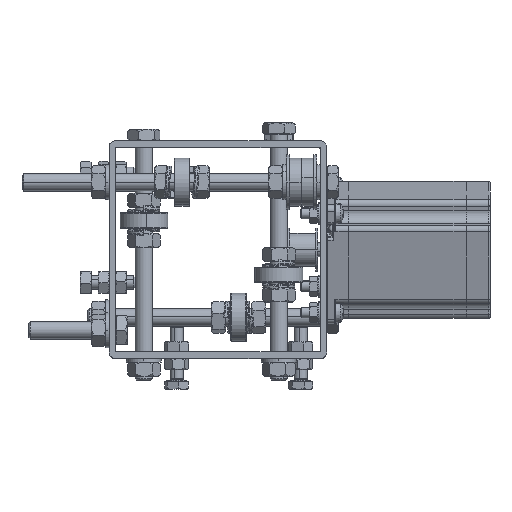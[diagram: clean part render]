
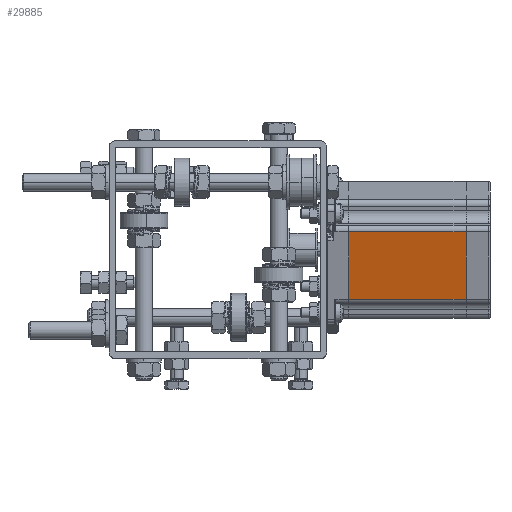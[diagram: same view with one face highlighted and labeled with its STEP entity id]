
A CAD part, top view. The second image highlights one B-rep face of the part: STEP entity #29885.
In plain terms, the highlighted face is planar.
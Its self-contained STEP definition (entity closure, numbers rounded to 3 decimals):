
#1855 = CARTESIAN_POINT ( 'NONE',  ( -28.2, -16.05, 64. ) ) ;
#2636 = CARTESIAN_POINT ( 'NONE',  ( -28.2, -16.05, 10. ) ) ;
#4258 = ORIENTED_EDGE ( 'NONE', *, *, #17676, .T. ) ;
#5865 = EDGE_LOOP ( 'NONE', ( #21845, #26186, #10987, #4258 ) ) ;
#7318 = CARTESIAN_POINT ( 'NONE',  ( -28.2, 16.05, 64. ) ) ;
#7444 = DIRECTION ( 'NONE',  ( 0., -1., 0. ) ) ;
#8727 = CARTESIAN_POINT ( 'NONE',  ( -28.2, 16.05, 64. ) ) ;
#8824 = FACE_OUTER_BOUND ( 'NONE', #5865, .T. ) ;
#10987 = ORIENTED_EDGE ( 'NONE', *, *, #37926, .F. ) ;
#11503 = LINE ( 'NONE', #33479, #24217 ) ;
#15000 = EDGE_CURVE ( 'NONE', #35960, #23097, #11503, .T. ) ;
#15467 = LINE ( 'NONE', #16434, #27642 ) ;
#16434 = CARTESIAN_POINT ( 'NONE',  ( -28.2, 16.05, 10. ) ) ;
#17676 = EDGE_CURVE ( 'NONE', #32297, #33658, #34786, .T. ) ;
#19060 = CARTESIAN_POINT ( 'NONE',  ( -28.2, 16.05, 10. ) ) ;
#19196 = PLANE ( 'NONE',  #34152 ) ;
#19263 = VECTOR ( 'NONE', #38443, 1000. ) ;
#20765 = DIRECTION ( 'NONE',  ( 0., -1., 0. ) ) ;
#21709 = DIRECTION ( 'NONE',  ( 0., 0., -1. ) ) ;
#21845 = ORIENTED_EDGE ( 'NONE', *, *, #28839, .T. ) ;
#23097 = VERTEX_POINT ( 'NONE', #2636 ) ;
#23382 = CARTESIAN_POINT ( 'NONE',  ( -28.2, 16.05, 64. ) ) ;
#23932 = LINE ( 'NONE', #8727, #33323 ) ;
#24217 = VECTOR ( 'NONE', #24407, 1000. ) ;
#24407 = DIRECTION ( 'NONE',  ( 0., 0., -1. ) ) ;
#26186 = ORIENTED_EDGE ( 'NONE', *, *, #15000, .F. ) ;
#27642 = VECTOR ( 'NONE', #7444, 1000. ) ;
#28839 = EDGE_CURVE ( 'NONE', #33658, #23097, #15467, .T. ) ;
#29885 = ADVANCED_FACE ( 'NONE', ( #8824 ), #19196, .F. ) ;
#31537 = CARTESIAN_POINT ( 'NONE',  ( -28.2, 16.05, 64. ) ) ;
#32297 = VERTEX_POINT ( 'NONE', #31537 ) ;
#33323 = VECTOR ( 'NONE', #20765, 1000. ) ;
#33479 = CARTESIAN_POINT ( 'NONE',  ( -28.2, -16.05, 64. ) ) ;
#33658 = VERTEX_POINT ( 'NONE', #19060 ) ;
#34152 = AXIS2_PLACEMENT_3D ( 'NONE', #7318, #36802, #21709 ) ;
#34786 = LINE ( 'NONE', #23382, #19263 ) ;
#35960 = VERTEX_POINT ( 'NONE', #1855 ) ;
#36802 = DIRECTION ( 'NONE',  ( 1., 0., 0. ) ) ;
#37926 = EDGE_CURVE ( 'NONE', #32297, #35960, #23932, .T. ) ;
#38443 = DIRECTION ( 'NONE',  ( 0., 0., -1. ) ) ;
